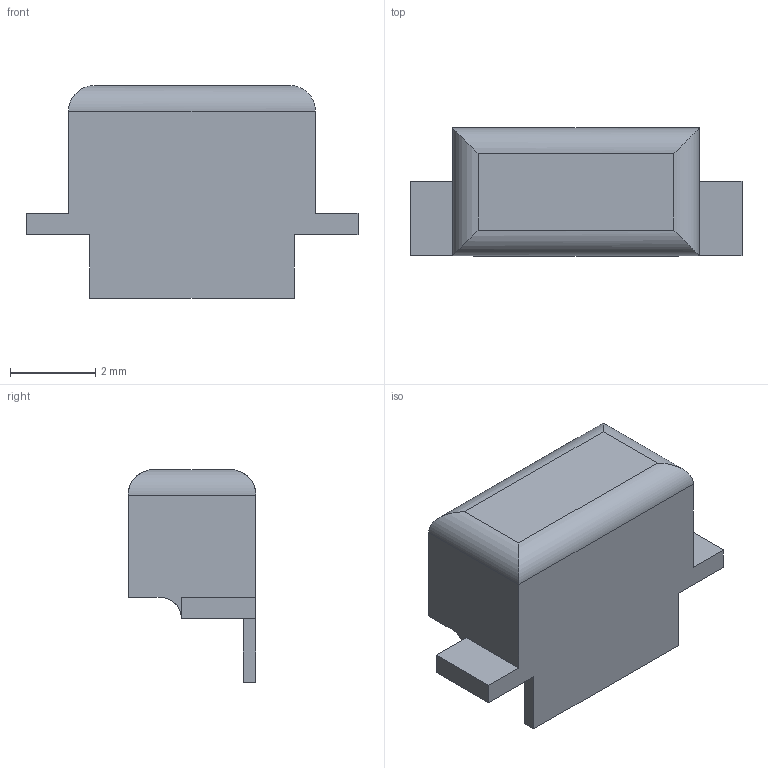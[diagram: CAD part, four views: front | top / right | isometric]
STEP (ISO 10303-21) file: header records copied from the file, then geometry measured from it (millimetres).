
FILE_DESCRIPTION(/* description */ (''),/* implementation_level */ '2;1');
FILE_NAME(/* name */ 'Button.step',/* time_stamp */ '2021-09-02T12:48:25-04:00',/* author */ (''),/* organization */ (''),/* preprocessor_version */ 'ST-DEVELOPER v18.1',/* originating_system */ 'Autodesk Translation Framework v10.9.0.1377',/* authorisation */ '');
FILE_SCHEMA (('AUTOMOTIVE_DESIGN { 1 0 10303 214 3 1 1 }'));
Length unit declared in the file: millimetre
Products named in the file (1): ButtonBrandNew
Bounding box: 7.8 x 3 x 5 mm (x, y, z)
Volume: 47.8 mm3; surface area: 117.7 mm2
Topology: 1 solids, 1 shells, 31 faces, 77 edges, 48 vertices
Faces by surface type: plane 20, cylinder 11
Entity records: 952 total; most frequent: CARTESIAN_POINT 187, ORIENTED_EDGE 154, DIRECTION 152, EDGE_CURVE 77, LINE 62, VECTOR 62, VERTEX_POINT 48, AXIS2_PLACEMENT_3D 45
